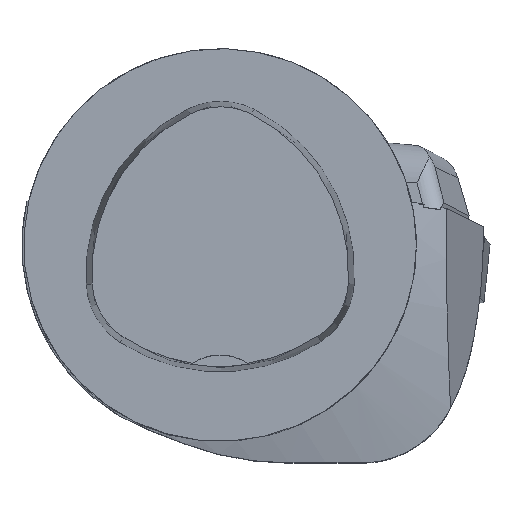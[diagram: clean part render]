
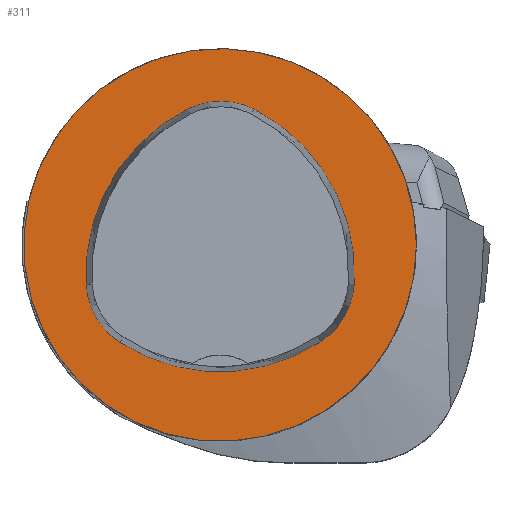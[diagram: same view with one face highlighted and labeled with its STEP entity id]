
A CAD part, top view. The second image highlights one B-rep face of the part: STEP entity #311.
In plain terms, the highlighted planar face has unit normal (0, 0, 1).
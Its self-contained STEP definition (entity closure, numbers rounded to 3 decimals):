
#311=ADVANCED_FACE('',(#458,#459),#397,.T.);
#397=PLANE('',#2193);
#458=FACE_BOUND('',#512,.T.);
#459=FACE_BOUND('',#513,.T.);
#512=EDGE_LOOP('',(#874,#875,#876,#877,#878,#879));
#513=EDGE_LOOP('',(#880));
#603=CIRCLE('',#2165,16.);
#604=CIRCLE('',#2171,15.);
#606=CIRCLE('',#2174,6.);
#608=CIRCLE('',#2177,15.);
#610=CIRCLE('',#2180,6.);
#613=CIRCLE('',#2184,15.);
#616=CIRCLE('',#2188,6.);
#874=ORIENTED_EDGE('',*,*,#1545,.F.);
#875=ORIENTED_EDGE('',*,*,#1540,.F.);
#876=ORIENTED_EDGE('',*,*,#1535,.F.);
#877=ORIENTED_EDGE('',*,*,#1532,.F.);
#878=ORIENTED_EDGE('',*,*,#1529,.F.);
#879=ORIENTED_EDGE('',*,*,#1525,.F.);
#880=ORIENTED_EDGE('',*,*,#1516,.T.);
#1295=VERTEX_POINT('',#3279);
#1304=VERTEX_POINT('',#3298);
#1305=VERTEX_POINT('',#3299);
#1308=VERTEX_POINT('',#3307);
#1310=VERTEX_POINT('',#3313);
#1312=VERTEX_POINT('',#3319);
#1316=VERTEX_POINT('',#3332);
#1516=EDGE_CURVE('',#1295,#1295,#603,.T.);
#1525=EDGE_CURVE('',#1304,#1305,#604,.T.);
#1529=EDGE_CURVE('',#1305,#1308,#606,.T.);
#1532=EDGE_CURVE('',#1308,#1310,#608,.T.);
#1535=EDGE_CURVE('',#1310,#1312,#610,.T.);
#1540=EDGE_CURVE('',#1312,#1316,#613,.T.);
#1545=EDGE_CURVE('',#1316,#1304,#616,.T.);
#2165=AXIS2_PLACEMENT_3D('',#3278,#2522,#2523);
#2171=AXIS2_PLACEMENT_3D('',#3297,#2538,#2539);
#2174=AXIS2_PLACEMENT_3D('',#3306,#2546,#2547);
#2177=AXIS2_PLACEMENT_3D('',#3312,#2553,#2554);
#2180=AXIS2_PLACEMENT_3D('',#3318,#2560,#2561);
#2184=AXIS2_PLACEMENT_3D('',#3331,#2569,#2570);
#2188=AXIS2_PLACEMENT_3D('',#3344,#2578,#2579);
#2193=AXIS2_PLACEMENT_3D('',#3349,#2588,#2589);
#2522=DIRECTION('',(0.,0.,1.));
#2523=DIRECTION('',(1.,0.,0.));
#2538=DIRECTION('',(0.,0.,1.));
#2539=DIRECTION('',(1.,0.,0.));
#2546=DIRECTION('',(0.,0.,1.));
#2547=DIRECTION('',(1.,0.,0.));
#2553=DIRECTION('',(0.,0.,1.));
#2554=DIRECTION('',(1.,0.,0.));
#2560=DIRECTION('',(0.,0.,1.));
#2561=DIRECTION('',(1.,0.,0.));
#2569=DIRECTION('',(0.,0.,1.));
#2570=DIRECTION('',(1.,0.,0.));
#2578=DIRECTION('',(0.,0.,1.));
#2579=DIRECTION('',(1.,0.,0.));
#2588=DIRECTION('',(0.,0.,1.));
#2589=DIRECTION('',(-1.,0.,0.));
#3278=CARTESIAN_POINT('',(0.,0.,0.));
#3279=CARTESIAN_POINT('',(16.,0.,0.));
#3297=CARTESIAN_POINT('',(-4.048,-2.316,0.));
#3298=CARTESIAN_POINT('',(10.926,-3.206,0.));
#3299=CARTESIAN_POINT('',(2.774,11.043,0.));
#3306=CARTESIAN_POINT('',(0.045,5.7,0.));
#3307=CARTESIAN_POINT('',(-2.638,11.066,0.));
#3312=CARTESIAN_POINT('',(4.07,-2.35,0.));
#3313=CARTESIAN_POINT('',(-10.903,-3.249,0.));
#3318=CARTESIAN_POINT('',(-4.914,-2.889,0.));
#3319=CARTESIAN_POINT('',(-8.177,-7.924,0.));
#3331=CARTESIAN_POINT('',(-0.019,4.663,0.));
#3332=CARTESIAN_POINT('',(8.24,-7.859,0.));
#3344=CARTESIAN_POINT('',(4.936,-2.85,0.));
#3349=CARTESIAN_POINT('',(0.,0.,0.));
